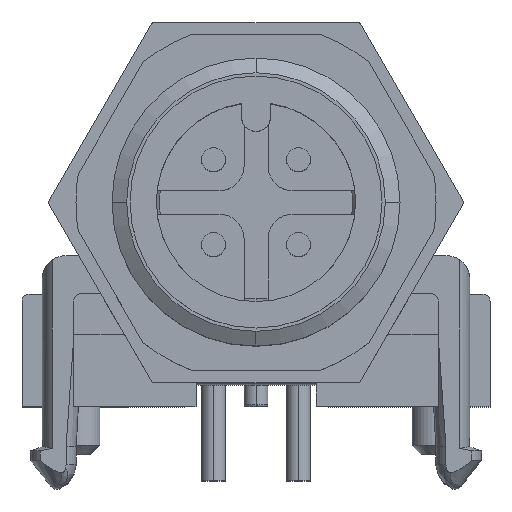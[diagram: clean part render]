
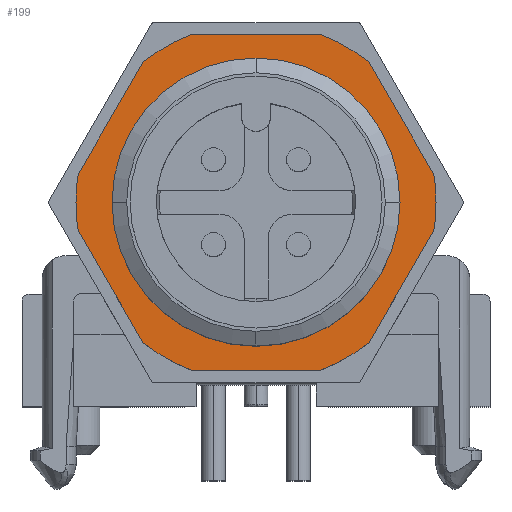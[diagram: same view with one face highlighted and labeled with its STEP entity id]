
A CAD part, top view. The second image highlights one B-rep face of the part: STEP entity #199.
In plain terms, the highlighted planar face has unit normal (0, 0, 1).
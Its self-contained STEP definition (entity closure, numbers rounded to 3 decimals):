
#199=ADVANCED_FACE('',(#566,#567),#568,.F.);
#566=FACE_OUTER_BOUND('',#1364,.T.);
#567=FACE_BOUND('',#1365,.T.);
#568=PLANE('',#1366);
#1364=EDGE_LOOP('',(#2827,#2828,#2829,#2830,#2831,#2832,#2833,#2834,#2835,#2836,#2837,#2838,#2839,#2840));
#1365=EDGE_LOOP('',(#2841,#2842));
#1366=AXIS2_PLACEMENT_3D('',#2843,#2844,#2845);
#2827=ORIENTED_EDGE('',*,*,#4126,.F.);
#2828=ORIENTED_EDGE('',*,*,#4127,.F.);
#2829=ORIENTED_EDGE('',*,*,#4128,.F.);
#2830=ORIENTED_EDGE('',*,*,#4129,.F.);
#2831=ORIENTED_EDGE('',*,*,#3744,.T.);
#2832=ORIENTED_EDGE('',*,*,#4130,.T.);
#2833=ORIENTED_EDGE('',*,*,#4131,.T.);
#2834=ORIENTED_EDGE('',*,*,#4132,.T.);
#2835=ORIENTED_EDGE('',*,*,#4133,.F.);
#2836=ORIENTED_EDGE('',*,*,#4134,.T.);
#2837=ORIENTED_EDGE('',*,*,#4135,.F.);
#2838=ORIENTED_EDGE('',*,*,#4136,.T.);
#2839=ORIENTED_EDGE('',*,*,#3750,.T.);
#2840=ORIENTED_EDGE('',*,*,#4125,.T.);
#2841=ORIENTED_EDGE('',*,*,#4137,.F.);
#2842=ORIENTED_EDGE('',*,*,#4138,.T.);
#2843=CARTESIAN_POINT('',(0.0,0.0,-7.4));
#2844=DIRECTION('',(0.0,0.0,-1.0));
#2845=DIRECTION('',(0.0,-1.0,0.0));
#3744=EDGE_CURVE('',#4379,#4376,#4380,.T.);
#3750=EDGE_CURVE('',#4385,#4389,#4391,.T.);
#4125=EDGE_CURVE('',#4389,#5011,#5013,.T.);
#4126=EDGE_CURVE('',#5014,#5011,#5015,.T.);
#4127=EDGE_CURVE('',#5016,#5014,#5017,.T.);
#4128=EDGE_CURVE('',#5018,#5016,#5019,.T.);
#4129=EDGE_CURVE('',#4379,#5018,#5020,.T.);
#4130=EDGE_CURVE('',#4376,#5021,#5022,.T.);
#4131=EDGE_CURVE('',#5021,#5023,#5024,.T.);
#4132=EDGE_CURVE('',#5023,#5025,#5026,.T.);
#4133=EDGE_CURVE('',#5027,#5025,#5028,.T.);
#4134=EDGE_CURVE('',#5027,#5029,#5030,.T.);
#4135=EDGE_CURVE('',#5031,#5029,#5032,.T.);
#4136=EDGE_CURVE('',#5031,#4385,#5033,.T.);
#4137=EDGE_CURVE('',#5034,#5035,#5036,.T.);
#4138=EDGE_CURVE('',#5034,#5035,#5037,.T.);
#4376=VERTEX_POINT('',#5429);
#4379=VERTEX_POINT('',#5433);
#4380=CIRCLE('',#5434,7.5);
#4385=VERTEX_POINT('',#5440);
#4389=VERTEX_POINT('',#5445);
#4391=CIRCLE('',#5448,7.5);
#5011=VERTEX_POINT('',#6603);
#5013=LINE('',#6606,#6607);
#5014=VERTEX_POINT('',#6608);
#5015=CIRCLE('',#6609,7.5);
#5016=VERTEX_POINT('',#6610);
#5017=LINE('',#6611,#6612);
#5018=VERTEX_POINT('',#6613);
#5019=CIRCLE('',#6614,7.5);
#5020=LINE('',#6615,#6616);
#5021=VERTEX_POINT('',#6617);
#5022=CIRCLE('',#6618,7.5);
#5023=VERTEX_POINT('',#6619);
#5024=LINE('',#6620,#6621);
#5025=VERTEX_POINT('',#6622);
#5026=CIRCLE('',#6623,7.5);
#5027=VERTEX_POINT('',#6624);
#5028=LINE('',#6625,#6626);
#5029=VERTEX_POINT('',#6627);
#5030=CIRCLE('',#6628,7.5);
#5031=VERTEX_POINT('',#6629);
#5032=LINE('',#6630,#6631);
#5033=CIRCLE('',#6632,7.5);
#5034=VERTEX_POINT('',#6633);
#5035=VERTEX_POINT('',#6634);
#5036=CIRCLE('',#6635,6.0);
#5037=CIRCLE('',#6636,6.0);
#5429=CARTESIAN_POINT('',(7.5,0.,-7.4));
#5433=CARTESIAN_POINT('',(7.408,-1.168,-7.4));
#5434=AXIS2_PLACEMENT_3D('',#7261,#7262,#7263);
#5440=CARTESIAN_POINT('',(-7.5,0.,-7.4));
#5445=CARTESIAN_POINT('',(-7.408,-1.168,-7.4));
#5448=AXIS2_PLACEMENT_3D('',#7273,#7274,#7275);
#6603=CARTESIAN_POINT('',(-4.716,-5.832,-7.4));
#6606=CARTESIAN_POINT('',(-7.408,-1.168,-7.4));
#6607=VECTOR('',#7829,5.385);
#6608=CARTESIAN_POINT('',(-2.693,-7.0,-7.4));
#6609=AXIS2_PLACEMENT_3D('',#7830,#7831,#7832);
#6610=CARTESIAN_POINT('',(2.693,-7.0,-7.4));
#6611=CARTESIAN_POINT('',(2.693,-7.0,-7.4));
#6612=VECTOR('',#7833,5.385);
#6613=CARTESIAN_POINT('',(4.716,-5.832,-7.4));
#6614=AXIS2_PLACEMENT_3D('',#7834,#7835,#7836);
#6615=CARTESIAN_POINT('',(7.408,-1.168,-7.4));
#6616=VECTOR('',#7837,5.385);
#6617=CARTESIAN_POINT('',(7.408,1.168,-7.4));
#6618=AXIS2_PLACEMENT_3D('',#7838,#7839,#7840);
#6619=CARTESIAN_POINT('',(4.716,5.832,-7.4));
#6620=CARTESIAN_POINT('',(7.408,1.168,-7.4));
#6621=VECTOR('',#7841,5.385);
#6622=CARTESIAN_POINT('',(2.693,7.0,-7.4));
#6623=AXIS2_PLACEMENT_3D('',#7842,#7843,#7844);
#6624=CARTESIAN_POINT('',(-2.693,7.0,-7.4));
#6625=CARTESIAN_POINT('',(-2.693,7.0,-7.4));
#6626=VECTOR('',#7845,5.385);
#6627=CARTESIAN_POINT('',(-4.716,5.832,-7.4));
#6628=AXIS2_PLACEMENT_3D('',#7846,#7847,#7848);
#6629=CARTESIAN_POINT('',(-7.408,1.168,-7.4));
#6630=CARTESIAN_POINT('',(-7.408,1.168,-7.4));
#6631=VECTOR('',#7849,5.385);
#6632=AXIS2_PLACEMENT_3D('',#7850,#7851,#7852);
#6633=CARTESIAN_POINT('',(6.0,0.0,-7.4));
#6634=CARTESIAN_POINT('',(-6.0,0.0,-7.4));
#6635=AXIS2_PLACEMENT_3D('',#7853,#7854,#7855);
#6636=AXIS2_PLACEMENT_3D('',#7856,#7857,#7858);
#7261=CARTESIAN_POINT('',(0.0,0.0,-7.4));
#7262=DIRECTION('',(0.0,0.0,1.0));
#7263=DIRECTION('',(0.988,-0.156,0.0));
#7273=CARTESIAN_POINT('',(0.0,0.0,-7.4));
#7274=DIRECTION('',(0.0,0.0,1.0));
#7275=DIRECTION('',(-0.988,0.156,0.0));
#7829=DIRECTION('',(0.5,-0.866,0.0));
#7830=CARTESIAN_POINT('',(0.0,0.0,-7.4));
#7831=DIRECTION('',(-0.0,0.0,-1.0));
#7832=DIRECTION('',(-0.359,-0.933,0.0));
#7833=DIRECTION('',(-1.0,0.0,0.0));
#7834=CARTESIAN_POINT('',(0.0,0.0,-7.4));
#7835=DIRECTION('',(0.0,0.0,-1.0));
#7836=DIRECTION('',(0.629,-0.778,0.0));
#7837=DIRECTION('',(-0.5,-0.866,0.0));
#7838=CARTESIAN_POINT('',(0.0,0.0,-7.4));
#7839=DIRECTION('',(0.0,0.0,1.0));
#7840=DIRECTION('',(0.988,-0.156,0.0));
#7841=DIRECTION('',(-0.5,0.866,0.0));
#7842=CARTESIAN_POINT('',(0.0,0.0,-7.4));
#7843=DIRECTION('',(0.0,-0.0,1.0));
#7844=DIRECTION('',(0.629,0.778,0.0));
#7845=DIRECTION('',(1.0,0.0,0.0));
#7846=CARTESIAN_POINT('',(0.0,0.0,-7.4));
#7847=DIRECTION('',(0.0,0.0,1.0));
#7848=DIRECTION('',(-0.359,0.933,0.0));
#7849=DIRECTION('',(0.5,0.866,0.0));
#7850=CARTESIAN_POINT('',(0.0,0.0,-7.4));
#7851=DIRECTION('',(0.0,0.0,1.0));
#7852=DIRECTION('',(-0.988,0.156,0.0));
#7853=CARTESIAN_POINT('',(0.0,0.0,-7.4));
#7854=DIRECTION('',(0.0,0.0,1.0));
#7855=DIRECTION('',(1.0,0.0,0.0));
#7856=CARTESIAN_POINT('',(0.0,0.0,-7.4));
#7857=DIRECTION('',(0.0,0.0,-1.0));
#7858=DIRECTION('',(1.0,0.0,0.0));
